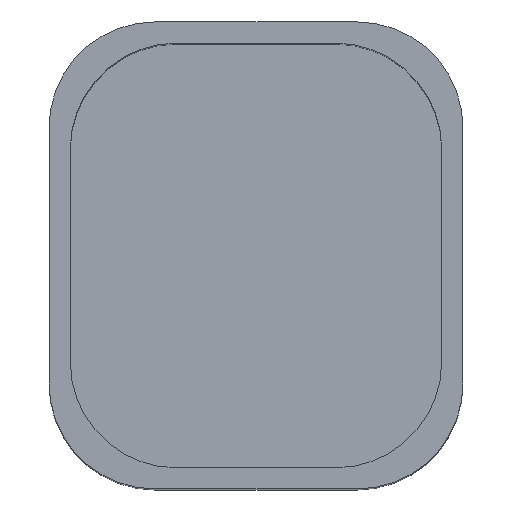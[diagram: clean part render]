
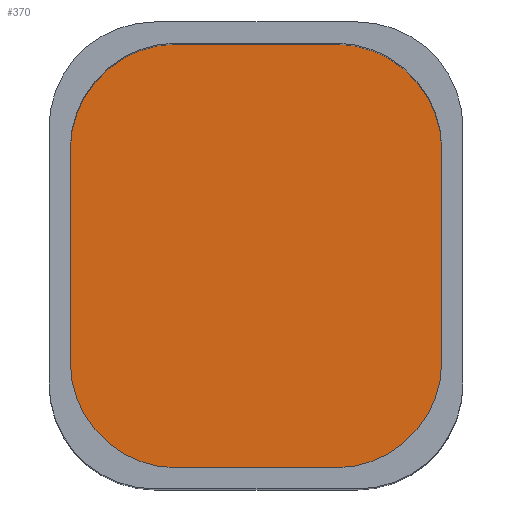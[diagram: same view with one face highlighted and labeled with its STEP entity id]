
A CAD part, top view. The second image highlights one B-rep face of the part: STEP entity #370.
In plain terms, the highlighted planar face has unit normal (0, 0, 1).
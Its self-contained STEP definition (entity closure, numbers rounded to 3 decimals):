
#25=PLANE('',#423);
#46=FACE_OUTER_BOUND('',#68,.T.);
#68=EDGE_LOOP('',(#312,#313,#314,#315,#316,#317,#318,#319));
#91=LINE('',#602,#124);
#95=LINE('',#614,#128);
#99=LINE('',#626,#132);
#101=LINE('',#634,#134);
#124=VECTOR('',#487,10.);
#128=VECTOR('',#499,10.);
#132=VECTOR('',#511,10.);
#134=VECTOR('',#521,10.);
#148=CIRCLE('',#405,15.);
#150=CIRCLE('',#409,15.);
#152=CIRCLE('',#413,15.);
#154=CIRCLE('',#417,15.);
#174=VERTEX_POINT('',#589);
#175=VERTEX_POINT('',#590);
#179=VERTEX_POINT('',#600);
#180=VERTEX_POINT('',#604);
#183=VERTEX_POINT('',#612);
#184=VERTEX_POINT('',#616);
#187=VERTEX_POINT('',#624);
#188=VERTEX_POINT('',#628);
#214=EDGE_CURVE('',#174,#175,#148,.T.);
#220=EDGE_CURVE('',#179,#175,#91,.T.);
#221=EDGE_CURVE('',#179,#180,#150,.T.);
#226=EDGE_CURVE('',#183,#180,#95,.T.);
#227=EDGE_CURVE('',#183,#184,#152,.T.);
#232=EDGE_CURVE('',#187,#184,#99,.T.);
#233=EDGE_CURVE('',#187,#188,#154,.T.);
#236=EDGE_CURVE('',#174,#188,#101,.T.);
#312=ORIENTED_EDGE('',*,*,#214,.T.);
#313=ORIENTED_EDGE('',*,*,#220,.F.);
#314=ORIENTED_EDGE('',*,*,#221,.T.);
#315=ORIENTED_EDGE('',*,*,#226,.F.);
#316=ORIENTED_EDGE('',*,*,#227,.T.);
#317=ORIENTED_EDGE('',*,*,#232,.F.);
#318=ORIENTED_EDGE('',*,*,#233,.T.);
#319=ORIENTED_EDGE('',*,*,#236,.F.);
#370=ADVANCED_FACE('',(#46),#25,.F.);
#405=AXIS2_PLACEMENT_3D('',#591,#477,#478);
#409=AXIS2_PLACEMENT_3D('',#605,#490,#491);
#413=AXIS2_PLACEMENT_3D('',#617,#502,#503);
#417=AXIS2_PLACEMENT_3D('',#629,#514,#515);
#423=AXIS2_PLACEMENT_3D('',#641,#530,#531);
#477=DIRECTION('center_axis',(0.,0.,1.));
#478=DIRECTION('ref_axis',(0.707,-0.707,0.));
#487=DIRECTION('',(0.,-1.,0.));
#490=DIRECTION('center_axis',(0.,0.,1.));
#491=DIRECTION('ref_axis',(0.707,0.707,0.));
#499=DIRECTION('',(1.,0.,0.));
#502=DIRECTION('center_axis',(0.,0.,1.));
#503=DIRECTION('ref_axis',(-0.707,0.707,0.));
#511=DIRECTION('',(0.,1.,0.));
#514=DIRECTION('center_axis',(0.,0.,1.));
#515=DIRECTION('ref_axis',(-0.707,-0.707,0.));
#521=DIRECTION('',(-1.,0.,0.));
#530=DIRECTION('center_axis',(0.,0.,-1.));
#531=DIRECTION('ref_axis',(-1.,0.,0.));
#589=CARTESIAN_POINT('',(116.3,123.7,37.5));
#590=CARTESIAN_POINT('',(131.3,138.7,37.5));
#591=CARTESIAN_POINT('Origin',(116.3,138.7,37.5));
#600=CARTESIAN_POINT('',(131.3,168.8,37.5));
#602=CARTESIAN_POINT('',(131.3,183.8,37.5));
#604=CARTESIAN_POINT('',(116.3,183.8,37.5));
#605=CARTESIAN_POINT('Origin',(116.3,168.8,37.5));
#612=CARTESIAN_POINT('',(93.7,183.8,37.5));
#614=CARTESIAN_POINT('',(78.7,183.8,37.5));
#616=CARTESIAN_POINT('',(78.7,168.8,37.5));
#617=CARTESIAN_POINT('Origin',(93.7,168.8,37.5));
#624=CARTESIAN_POINT('',(78.7,138.7,37.5));
#626=CARTESIAN_POINT('',(78.7,123.7,37.5));
#628=CARTESIAN_POINT('',(93.7,123.7,37.5));
#629=CARTESIAN_POINT('Origin',(93.7,138.7,37.5));
#634=CARTESIAN_POINT('',(131.3,123.7,37.5));
#641=CARTESIAN_POINT('Origin',(105.,153.75,37.5));
